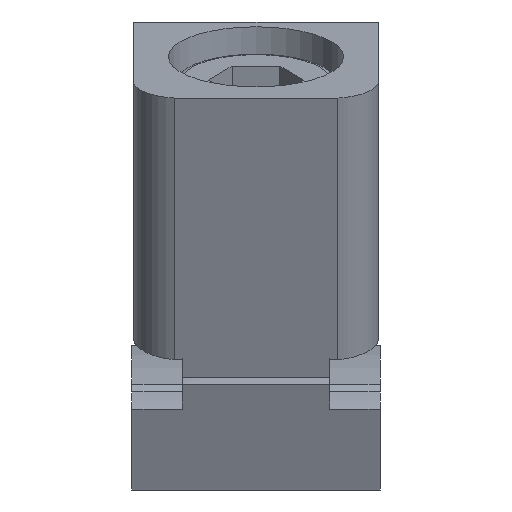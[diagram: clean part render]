
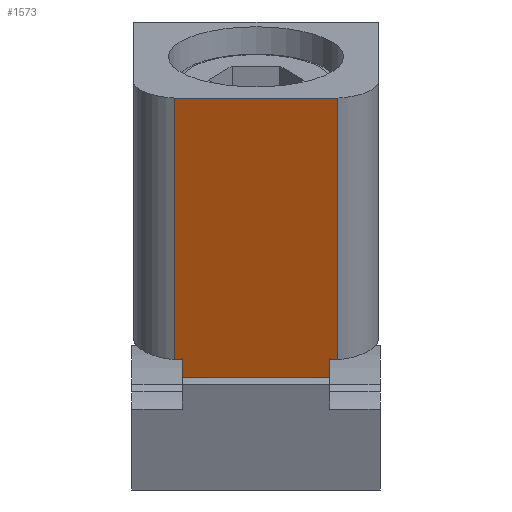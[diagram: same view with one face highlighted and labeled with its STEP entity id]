
A CAD part, left-side view. The second image highlights one B-rep face of the part: STEP entity #1573.
In plain terms, the highlighted planar face has unit normal (-0.906, 0, -0.423).
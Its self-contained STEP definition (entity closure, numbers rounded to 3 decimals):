
#38=PLANE('',#1708);
#172=LINE('',#2570,#312);
#173=LINE('',#2572,#313);
#174=LINE('',#2575,#314);
#175=LINE('',#2577,#315);
#176=LINE('',#2579,#316);
#177=LINE('',#2580,#317);
#178=LINE('',#2582,#318);
#179=LINE('',#2584,#319);
#312=VECTOR('',#1954,1000.);
#313=VECTOR('',#1957,1000.);
#314=VECTOR('',#1958,1000.);
#315=VECTOR('',#1959,1000.);
#316=VECTOR('',#1960,1000.);
#317=VECTOR('',#1961,1000.);
#318=VECTOR('',#1962,1000.);
#319=VECTOR('',#1963,1000.);
#541=ORIENTED_EDGE('',*,*,#955,.F.);
#542=ORIENTED_EDGE('',*,*,#956,.T.);
#543=ORIENTED_EDGE('',*,*,#957,.T.);
#544=ORIENTED_EDGE('',*,*,#958,.T.);
#545=ORIENTED_EDGE('',*,*,#954,.T.);
#546=ORIENTED_EDGE('',*,*,#959,.T.);
#547=ORIENTED_EDGE('',*,*,#960,.T.);
#548=ORIENTED_EDGE('',*,*,#961,.T.);
#954=EDGE_CURVE('',#1160,#1162,#172,.T.);
#955=EDGE_CURVE('',#1163,#1164,#173,.T.);
#956=EDGE_CURVE('',#1163,#1165,#174,.F.);
#957=EDGE_CURVE('',#1165,#1166,#175,.F.);
#958=EDGE_CURVE('',#1166,#1160,#176,.T.);
#959=EDGE_CURVE('',#1162,#1167,#177,.T.);
#960=EDGE_CURVE('',#1167,#1168,#178,.F.);
#961=EDGE_CURVE('',#1168,#1164,#179,.T.);
#1160=VERTEX_POINT('',#2565);
#1162=VERTEX_POINT('',#2569);
#1163=VERTEX_POINT('',#2573);
#1164=VERTEX_POINT('',#2574);
#1165=VERTEX_POINT('',#2576);
#1166=VERTEX_POINT('',#2578);
#1167=VERTEX_POINT('',#2581);
#1168=VERTEX_POINT('',#2583);
#1308=EDGE_LOOP('',(#541,#542,#543,#544,#545,#546,#547,#548));
#1426=FACE_BOUND('',#1308,.T.);
#1573=ADVANCED_FACE('',(#1426),#38,.F.);
#1708=AXIS2_PLACEMENT_3D('',#2571,#1955,#1956);
#1954=DIRECTION('',(0.,-1.,0.));
#1955=DIRECTION('',(0.906,0.,0.423));
#1956=DIRECTION('',(0.423,0.,-0.906));
#1957=DIRECTION('',(0.,-1.,0.));
#1958=DIRECTION('',(-0.423,0.,0.906));
#1959=DIRECTION('',(0.,1.,0.));
#1960=DIRECTION('',(0.423,0.,-0.906));
#1961=DIRECTION('',(-0.423,0.,0.906));
#1962=DIRECTION('',(0.,1.,0.));
#1963=DIRECTION('',(-0.423,0.,0.906));
#2565=CARTESIAN_POINT('',(-17.25,4.45,-21.493));
#2569=CARTESIAN_POINT('',(-17.25,-4.45,-21.493));
#2570=CARTESIAN_POINT('',(-17.25,7.4,-21.493));
#2571=CARTESIAN_POINT('',(-17.25,7.4,-21.493));
#2572=CARTESIAN_POINT('',(-25.129,7.4,-4.597));
#2573=CARTESIAN_POINT('',(-25.129,4.954,-4.597));
#2574=CARTESIAN_POINT('',(-25.129,-4.954,-4.597));
#2575=CARTESIAN_POINT('',(-17.027,4.954,-21.972));
#2576=CARTESIAN_POINT('',(-17.758,4.954,-20.404));
#2577=CARTESIAN_POINT('',(-17.758,50.,-20.404));
#2578=CARTESIAN_POINT('',(-17.758,4.45,-20.404));
#2579=CARTESIAN_POINT('',(-17.25,4.45,-21.493));
#2580=CARTESIAN_POINT('',(-17.25,-4.45,-21.493));
#2581=CARTESIAN_POINT('',(-17.758,-4.45,-20.404));
#2582=CARTESIAN_POINT('',(-17.758,50.,-20.404));
#2583=CARTESIAN_POINT('',(-17.758,-4.954,-20.404));
#2584=CARTESIAN_POINT('',(-17.027,-4.954,-21.972));
